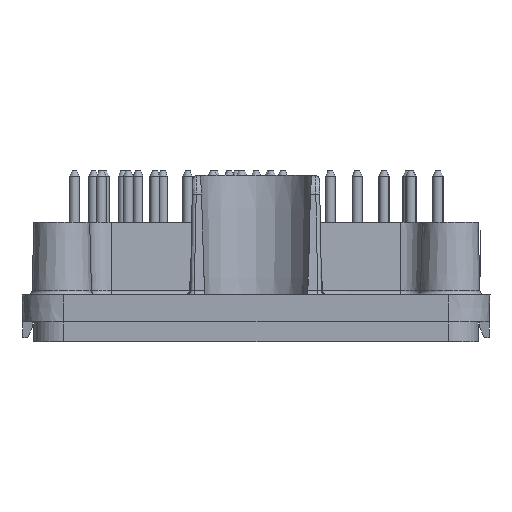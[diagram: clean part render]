
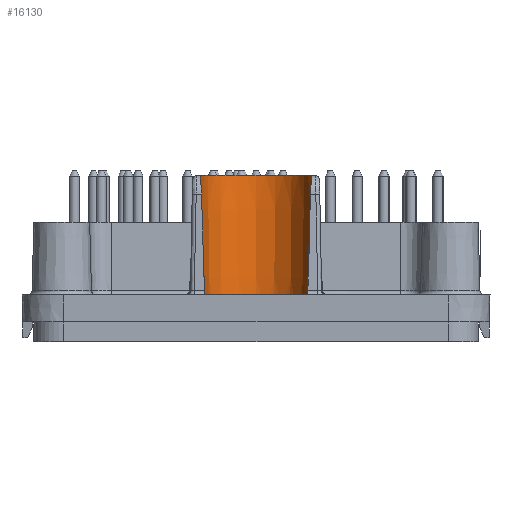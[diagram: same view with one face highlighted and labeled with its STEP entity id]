
A CAD part, left-side view. The second image highlights one B-rep face of the part: STEP entity #16130.
In plain terms, the highlighted conical face has half-angle 1 degrees and reference radius 5.538 mm.
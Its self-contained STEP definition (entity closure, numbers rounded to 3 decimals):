
#64=ELLIPSE('',#16965,126.261,6.231);
#65=ELLIPSE('',#16967,126.261,6.231);
#75=CONICAL_SURFACE('',#16963,5.538,0.017);
#485=B_SPLINE_CURVE_WITH_KNOTS('',3,(#22257,#22258,#22259,#22260),
 .UNSPECIFIED.,.F.,.F.,(4,4),(0.,0.001),
 .UNSPECIFIED.);
#486=B_SPLINE_CURVE_WITH_KNOTS('',3,(#22275,#22276,#22277,#22278),
 .UNSPECIFIED.,.F.,.F.,(4,4),(0.,0.001),.UNSPECIFIED.);
#487=B_SPLINE_CURVE_WITH_KNOTS('',3,(#22282,#22283,#22284,#22285,#22286),
 .UNSPECIFIED.,.F.,.F.,(4,1,4),(0.,0.002,
0.003),.UNSPECIFIED.);
#488=B_SPLINE_CURVE_WITH_KNOTS('',3,(#22290,#22291,#22292,#22293,#22294),
 .UNSPECIFIED.,.F.,.F.,(4,1,4),(0.,0.002,0.003),
 .UNSPECIFIED.);
#755=CIRCLE('',#16964,5.346);
#756=CIRCLE('',#16966,5.375);
#757=CIRCLE('',#16968,5.585);
#1369=ORIENTED_EDGE('',*,*,#4545,.T.);
#1370=ORIENTED_EDGE('',*,*,#4546,.T.);
#1371=ORIENTED_EDGE('',*,*,#4541,.T.);
#1372=ORIENTED_EDGE('',*,*,#4547,.T.);
#1373=ORIENTED_EDGE('',*,*,#4548,.T.);
#1374=ORIENTED_EDGE('',*,*,#4549,.T.);
#1375=ORIENTED_EDGE('',*,*,#4550,.T.);
#1376=ORIENTED_EDGE('',*,*,#4551,.T.);
#1377=ORIENTED_EDGE('',*,*,#4552,.T.);
#4541=EDGE_CURVE('',#6128,#6129,#485,.T.);
#4545=EDGE_CURVE('',#6132,#6132,#755,.F.);
#4546=EDGE_CURVE('',#6133,#6128,#64,.F.);
#4547=EDGE_CURVE('',#6129,#6134,#756,.T.);
#4548=EDGE_CURVE('',#6134,#6135,#486,.T.);
#4549=EDGE_CURVE('',#6135,#6136,#65,.F.);
#4550=EDGE_CURVE('',#6136,#6137,#487,.T.);
#4551=EDGE_CURVE('',#6137,#6138,#757,.F.);
#4552=EDGE_CURVE('',#6138,#6133,#488,.T.);
#6128=VERTEX_POINT('',#22261);
#6129=VERTEX_POINT('',#22262);
#6132=VERTEX_POINT('',#22270);
#6133=VERTEX_POINT('',#22272);
#6134=VERTEX_POINT('',#22274);
#6135=VERTEX_POINT('',#22279);
#6136=VERTEX_POINT('',#22281);
#6137=VERTEX_POINT('',#22287);
#6138=VERTEX_POINT('',#22289);
#8931=EDGE_LOOP('',(#1369));
#8932=EDGE_LOOP('',(#1370,#1371,#1372,#1373,#1374,#1375,#1376,#1377));
#10091=FACE_BOUND('',#8931,.T.);
#10092=FACE_BOUND('',#8932,.T.);
#16130=ADVANCED_FACE('',(#10091,#10092),#75,.F.);
#16963=AXIS2_PLACEMENT_3D('',#22268,#18206,#18207);
#16964=AXIS2_PLACEMENT_3D('',#22269,#18208,#18209);
#16965=AXIS2_PLACEMENT_3D('',#22271,#18210,#18211);
#16966=AXIS2_PLACEMENT_3D('',#22273,#18212,#18213);
#16967=AXIS2_PLACEMENT_3D('',#22280,#18214,#18215);
#16968=AXIS2_PLACEMENT_3D('',#22288,#18216,#18217);
#18206=DIRECTION('',(0.,0.,1.));
#18207=DIRECTION('',(-1.,0.,0.));
#18208=DIRECTION('',(0.,0.,1.));
#18209=DIRECTION('',(-1.,0.,0.));
#18210=DIRECTION('',(0.999,0.,-0.052));
#18211=DIRECTION('',(0.052,0.,0.999));
#18212=DIRECTION('',(0.,0.,1.));
#18213=DIRECTION('',(-1.,0.,0.));
#18214=DIRECTION('',(0.999,0.,-0.052));
#18215=DIRECTION('',(0.052,0.,0.999));
#18216=DIRECTION('',(0.,0.,-1.));
#18217=DIRECTION('',(1.,0.,0.));
#22257=CARTESIAN_POINT('',(-47.98,5.174,1.779));
#22258=CARTESIAN_POINT('',(-47.991,5.167,1.569));
#22259=CARTESIAN_POINT('',(-48.183,5.11,1.4));
#22260=CARTESIAN_POINT('',(-48.38,5.036,1.4));
#22261=CARTESIAN_POINT('',(-47.98,5.174,1.779));
#22262=CARTESIAN_POINT('',(-48.38,5.036,1.4));
#22268=CARTESIAN_POINT('',(-46.5,0.,10.697));
#22269=CARTESIAN_POINT('',(-46.5,0.,-0.3));
#22270=CARTESIAN_POINT('',(-51.846,0.,-0.3));
#22271=CARTESIAN_POINT('',(-44.299,0.,72.017));
#22272=CARTESIAN_POINT('',(-47.47,5.466,11.505));
#22273=CARTESIAN_POINT('',(-46.5,0.,1.4));
#22274=CARTESIAN_POINT('',(-48.38,-5.036,1.4));
#22275=CARTESIAN_POINT('',(-48.38,-5.036,1.4));
#22276=CARTESIAN_POINT('',(-48.182,-5.11,1.4));
#22277=CARTESIAN_POINT('',(-47.991,-5.167,1.569));
#22278=CARTESIAN_POINT('',(-47.98,-5.174,1.779));
#22279=CARTESIAN_POINT('',(-47.98,-5.174,1.779));
#22280=CARTESIAN_POINT('',(-44.299,0.,72.017));
#22281=CARTESIAN_POINT('',(-47.47,-5.466,11.505));
#22282=CARTESIAN_POINT('',(-47.47,-5.466,11.505));
#22283=CARTESIAN_POINT('',(-47.444,-5.48,12.016));
#22284=CARTESIAN_POINT('',(-46.988,-5.597,12.995));
#22285=CARTESIAN_POINT('',(-45.977,-5.584,13.4));
#22286=CARTESIAN_POINT('',(-45.473,-5.49,13.4));
#22287=CARTESIAN_POINT('',(-45.473,-5.49,13.4));
#22288=CARTESIAN_POINT('',(-46.5,0.,13.4));
#22289=CARTESIAN_POINT('',(-45.473,5.49,13.4));
#22290=CARTESIAN_POINT('',(-45.473,5.49,13.4));
#22291=CARTESIAN_POINT('',(-45.977,5.584,13.4));
#22292=CARTESIAN_POINT('',(-46.987,5.597,12.996));
#22293=CARTESIAN_POINT('',(-47.444,5.48,12.016));
#22294=CARTESIAN_POINT('',(-47.47,5.466,11.505));
